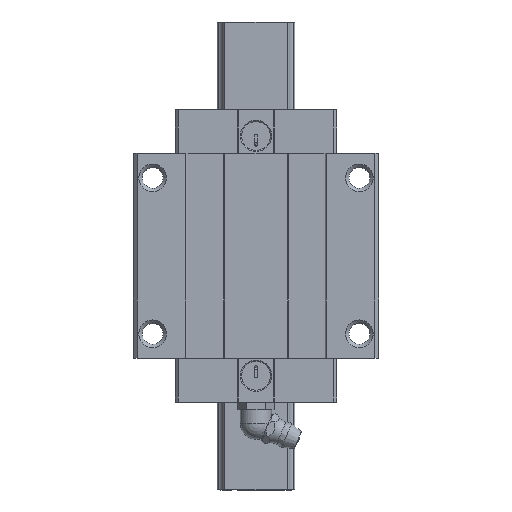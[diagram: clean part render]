
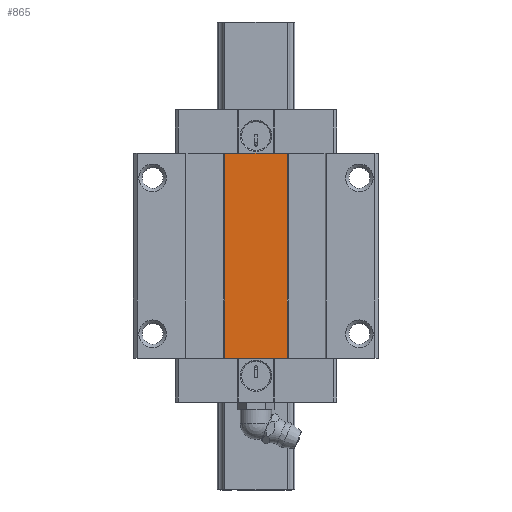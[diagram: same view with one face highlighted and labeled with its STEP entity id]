
A CAD part, top view. The second image highlights one B-rep face of the part: STEP entity #865.
In plain terms, the highlighted planar face has unit normal (0, 0, 1).
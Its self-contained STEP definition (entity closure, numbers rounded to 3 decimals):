
#865 = ADVANCED_FACE( '', ( #1803 ), #1804, .T. );
#1803 = FACE_OUTER_BOUND( '', #2766, .T. );
#1804 = PLANE( '', #2767 );
#2766 = EDGE_LOOP( '', ( #5142, #5143, #5144, #5145 ) );
#2767 = AXIS2_PLACEMENT_3D( '', #5146, #5147, #5148 );
#5142 = ORIENTED_EDGE( '', *, *, #5860, .F. );
#5143 = ORIENTED_EDGE( '', *, *, #5948, .F. );
#5144 = ORIENTED_EDGE( '', *, *, #6339, .T. );
#5145 = ORIENTED_EDGE( '', *, *, #6248, .T. );
#5146 = CARTESIAN_POINT( '', ( 8., 26.25, 30. ) );
#5147 = DIRECTION( '', ( 0., 0., 1. ) );
#5148 = DIRECTION( '', ( 1., 0., 0. ) );
#5860 = EDGE_CURVE( '', #7119, #7121, #7122, .T. );
#5948 = EDGE_CURVE( '', #7260, #7119, #7262, .T. );
#6248 = EDGE_CURVE( '', #7674, #7121, #7675, .T. );
#6339 = EDGE_CURVE( '', #7260, #7674, #7783, .T. );
#7119 = VERTEX_POINT( '', #8880 );
#7121 = VERTEX_POINT( '', #8883 );
#7122 = LINE( '', #8884, #8885 );
#7260 = VERTEX_POINT( '', #9118 );
#7262 = LINE( '', #9121, #9122 );
#7674 = VERTEX_POINT( '', #9683 );
#7675 = LINE( '', #9684, #9685 );
#7783 = LINE( '', #9842, #9843 );
#8880 = CARTESIAN_POINT( '', ( 8., -26.25, 30. ) );
#8883 = CARTESIAN_POINT( '', ( -8., -26.25, 30. ) );
#8884 = CARTESIAN_POINT( '', ( 8., -26.25, 30. ) );
#8885 = VECTOR( '', #10440, 1000. );
#9118 = CARTESIAN_POINT( '', ( 8., 26.25, 30. ) );
#9121 = CARTESIAN_POINT( '', ( 8., 26.25, 30. ) );
#9122 = VECTOR( '', #10565, 1000. );
#9683 = CARTESIAN_POINT( '', ( -8., 26.25, 30. ) );
#9684 = CARTESIAN_POINT( '', ( -8., 26.25, 30. ) );
#9685 = VECTOR( '', #10915, 1000. );
#9842 = CARTESIAN_POINT( '', ( 8., 26.25, 30. ) );
#9843 = VECTOR( '', #10995, 1000. );
#10440 = DIRECTION( '', ( -1., 0., 0. ) );
#10565 = DIRECTION( '', ( 0., -1., 0. ) );
#10915 = DIRECTION( '', ( 0., -1., 0. ) );
#10995 = DIRECTION( '', ( -1., 0., 0. ) );
